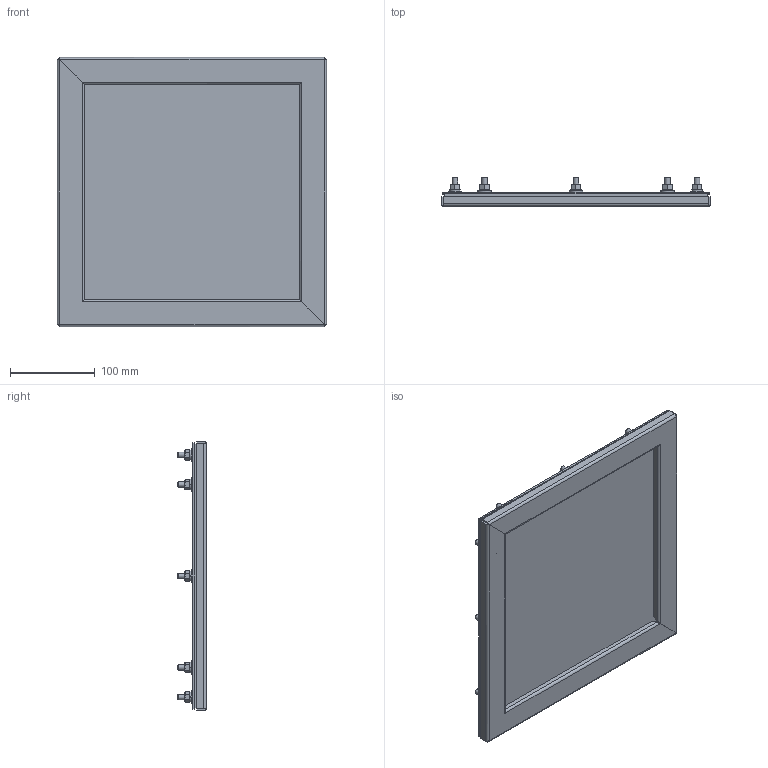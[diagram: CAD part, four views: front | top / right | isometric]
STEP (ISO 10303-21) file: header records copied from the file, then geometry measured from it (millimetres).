
FILE_DESCRIPTION( ( 'Unknown' ), '1' );
FILE_NAME( 'AWK1010.stp', 'Unknown', ( 'Unknown' ), ( 'Unknown' ), 'PSStep 16.0.42', 'Unknown', ' ' );
FILE_SCHEMA( ( 'AUTOMOTIVE_DESIGN { 1 0 10303 214 1 1 1 1 }' ) );
Length unit declared in the file: millimetre
Products named in the file (10): AWK1010_L; AWK1010; 0.250-20 x 1.250 AC_CD 201-008-808; Assem1; HN_0.2500; FW_0.2500; LW_0.250; AWK1010_GASKET; AWK1010-PR; AWK1010_LEXAN
Assembly tree (48 placements, depth 3):
  Assem1
    HN_0.2500  x12
    FW_0.2500  x12
    LW_0.250  x12
    AWK1010_GASKET
    AWK1010-PR
    AWK1010_LEXAN
    AWK1010_L  x2
      AWK1010
      0.250-20 x 1.250 AC_CD 201-008-808
Bounding box: 317.5 x 33.66 x 317.5 mm (x, y, z)
Volume: 1035277 mm3; surface area: 447400.4 mm2
Topology: 53 solids, 53 shells, 1822 faces, 4272 edges, 2832 vertices
Faces by surface type: plane 1260, extrusion 336, cylinder 148, cone 60, bspline 18
Full cylindrical faces by diameter (mm): 0.508 x12, 3.023 x12, 3.175 x12, 6.35 x24, 7.137 x12, 7.798 x12, 9.525 x12, 15.875 x12
Entity records: 36712 total; most frequent: CARTESIAN_POINT 14245, ORIENTED_EDGE 3586, DIRECTION 2268, EDGE_CURVE 1793, B_SPLINE_CURVE_WITH_KNOTS 1235, VERTEX_POINT 1233, EDGE_LOOP 1006, FACE_OUTER_BOUND 841
